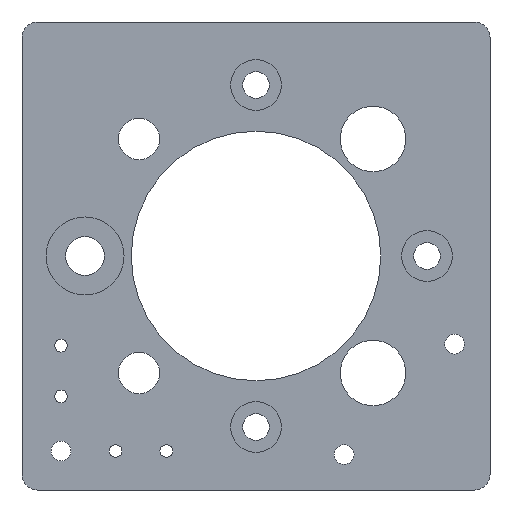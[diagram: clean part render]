
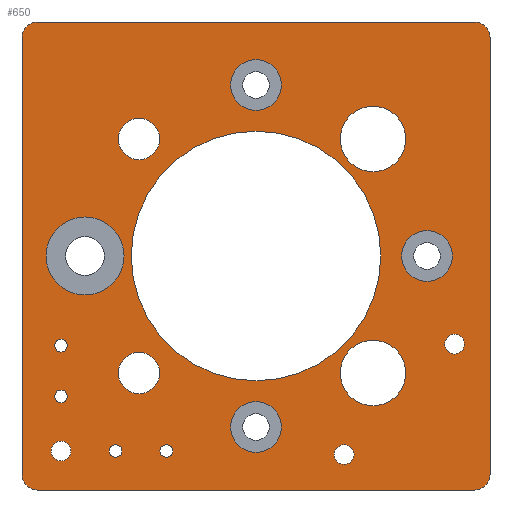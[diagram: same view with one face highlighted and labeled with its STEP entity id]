
A CAD part, front view. The second image highlights one B-rep face of the part: STEP entity #650.
In plain terms, the highlighted planar face has unit normal (0, -1, 0).
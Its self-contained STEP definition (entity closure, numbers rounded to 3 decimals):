
#35=FACE_BOUND('',#149,.T.);
#36=FACE_BOUND('',#150,.T.);
#37=FACE_BOUND('',#151,.T.);
#38=FACE_BOUND('',#152,.T.);
#39=FACE_BOUND('',#153,.T.);
#40=FACE_BOUND('',#154,.T.);
#41=FACE_BOUND('',#155,.T.);
#42=FACE_BOUND('',#156,.T.);
#43=FACE_BOUND('',#157,.T.);
#44=FACE_BOUND('',#158,.T.);
#45=FACE_BOUND('',#159,.T.);
#46=FACE_BOUND('',#160,.T.);
#47=FACE_BOUND('',#161,.T.);
#48=FACE_BOUND('',#162,.T.);
#49=FACE_BOUND('',#163,.T.);
#50=FACE_BOUND('',#164,.T.);
#60=PLANE('',#746);
#94=FACE_OUTER_BOUND('',#148,.T.);
#148=EDGE_LOOP('',(#569,#570,#571,#572,#573,#574,#575,#576));
#149=EDGE_LOOP('',(#577));
#150=EDGE_LOOP('',(#578));
#151=EDGE_LOOP('',(#579));
#152=EDGE_LOOP('',(#580));
#153=EDGE_LOOP('',(#581));
#154=EDGE_LOOP('',(#582));
#155=EDGE_LOOP('',(#583));
#156=EDGE_LOOP('',(#584));
#157=EDGE_LOOP('',(#585));
#158=EDGE_LOOP('',(#586));
#159=EDGE_LOOP('',(#587));
#160=EDGE_LOOP('',(#588));
#161=EDGE_LOOP('',(#589));
#162=EDGE_LOOP('',(#590));
#163=EDGE_LOOP('',(#591));
#164=EDGE_LOOP('',(#592));
#169=LINE('',#964,#205);
#175=LINE('',#1016,#211);
#178=LINE('',#1024,#214);
#199=LINE('',#1118,#235);
#205=VECTOR('',#761,10.);
#211=VECTOR('',#813,10.);
#214=VECTOR('',#822,10.);
#235=VECTOR('',#941,10.);
#237=CIRCLE('',#666,2.);
#258=CIRCLE('',#690,2.);
#259=CIRCLE('',#693,2.);
#260=CIRCLE('',#696,2.);
#269=CIRCLE('',#710,3.25);
#270=CIRCLE('',#713,3.25);
#271=CIRCLE('',#716,3.25);
#272=CIRCLE('',#719,5.);
#273=CIRCLE('',#722,0.812);
#274=CIRCLE('',#724,0.812);
#275=CIRCLE('',#726,0.812);
#276=CIRCLE('',#728,0.812);
#277=CIRCLE('',#730,1.265);
#278=CIRCLE('',#732,1.265);
#279=CIRCLE('',#734,1.265);
#280=CIRCLE('',#736,2.65);
#281=CIRCLE('',#738,2.65);
#282=CIRCLE('',#740,4.2);
#283=CIRCLE('',#742,4.2);
#284=CIRCLE('',#745,16.);
#285=VERTEX_POINT('',#951);
#286=VERTEX_POINT('',#952);
#290=VERTEX_POINT('',#962);
#312=VERTEX_POINT('',#1010);
#313=VERTEX_POINT('',#1014);
#314=VERTEX_POINT('',#1018);
#315=VERTEX_POINT('',#1019);
#316=VERTEX_POINT('',#1026);
#325=VERTEX_POINT('',#1050);
#326=VERTEX_POINT('',#1056);
#327=VERTEX_POINT('',#1062);
#328=VERTEX_POINT('',#1068);
#329=VERTEX_POINT('',#1074);
#330=VERTEX_POINT('',#1078);
#331=VERTEX_POINT('',#1082);
#332=VERTEX_POINT('',#1086);
#333=VERTEX_POINT('',#1090);
#334=VERTEX_POINT('',#1094);
#335=VERTEX_POINT('',#1098);
#336=VERTEX_POINT('',#1102);
#337=VERTEX_POINT('',#1106);
#338=VERTEX_POINT('',#1110);
#339=VERTEX_POINT('',#1114);
#340=VERTEX_POINT('',#1120);
#341=EDGE_CURVE('',#285,#286,#237,.T.);
#347=EDGE_CURVE('',#290,#285,#169,.T.);
#370=EDGE_CURVE('',#312,#290,#258,.T.);
#373=EDGE_CURVE('',#313,#312,#175,.T.);
#374=EDGE_CURVE('',#314,#315,#259,.T.);
#377=EDGE_CURVE('',#286,#314,#178,.T.);
#378=EDGE_CURVE('',#316,#313,#260,.T.);
#388=EDGE_CURVE('',#325,#325,#269,.T.);
#391=EDGE_CURVE('',#326,#326,#270,.T.);
#394=EDGE_CURVE('',#327,#327,#271,.T.);
#397=EDGE_CURVE('',#328,#328,#272,.T.);
#401=EDGE_CURVE('',#329,#329,#273,.T.);
#403=EDGE_CURVE('',#330,#330,#274,.T.);
#405=EDGE_CURVE('',#331,#331,#275,.T.);
#407=EDGE_CURVE('',#332,#332,#276,.T.);
#409=EDGE_CURVE('',#333,#333,#277,.T.);
#411=EDGE_CURVE('',#334,#334,#278,.T.);
#413=EDGE_CURVE('',#335,#335,#279,.T.);
#415=EDGE_CURVE('',#336,#336,#280,.T.);
#417=EDGE_CURVE('',#337,#337,#281,.T.);
#419=EDGE_CURVE('',#338,#338,#282,.T.);
#421=EDGE_CURVE('',#339,#339,#283,.T.);
#422=EDGE_CURVE('',#315,#316,#199,.T.);
#423=EDGE_CURVE('',#340,#340,#284,.T.);
#569=ORIENTED_EDGE('',*,*,#341,.F.);
#570=ORIENTED_EDGE('',*,*,#347,.F.);
#571=ORIENTED_EDGE('',*,*,#370,.F.);
#572=ORIENTED_EDGE('',*,*,#373,.F.);
#573=ORIENTED_EDGE('',*,*,#378,.F.);
#574=ORIENTED_EDGE('',*,*,#422,.F.);
#575=ORIENTED_EDGE('',*,*,#374,.F.);
#576=ORIENTED_EDGE('',*,*,#377,.F.);
#577=ORIENTED_EDGE('',*,*,#388,.T.);
#578=ORIENTED_EDGE('',*,*,#391,.T.);
#579=ORIENTED_EDGE('',*,*,#394,.T.);
#580=ORIENTED_EDGE('',*,*,#397,.T.);
#581=ORIENTED_EDGE('',*,*,#401,.T.);
#582=ORIENTED_EDGE('',*,*,#403,.T.);
#583=ORIENTED_EDGE('',*,*,#405,.T.);
#584=ORIENTED_EDGE('',*,*,#407,.T.);
#585=ORIENTED_EDGE('',*,*,#409,.T.);
#586=ORIENTED_EDGE('',*,*,#411,.T.);
#587=ORIENTED_EDGE('',*,*,#413,.T.);
#588=ORIENTED_EDGE('',*,*,#415,.T.);
#589=ORIENTED_EDGE('',*,*,#417,.T.);
#590=ORIENTED_EDGE('',*,*,#419,.T.);
#591=ORIENTED_EDGE('',*,*,#421,.T.);
#592=ORIENTED_EDGE('',*,*,#423,.F.);
#650=ADVANCED_FACE('',(#94,#35,#36,#37,#38,#39,#40,#41,#42,#43,#44,#45,
#46,#47,#48,#49,#50),#60,.T.);
#666=AXIS2_PLACEMENT_3D('',#953,#751,#752);
#690=AXIS2_PLACEMENT_3D('',#1011,#807,#808);
#693=AXIS2_PLACEMENT_3D('',#1020,#816,#817);
#696=AXIS2_PLACEMENT_3D('',#1027,#825,#826);
#710=AXIS2_PLACEMENT_3D('',#1051,#854,#855);
#713=AXIS2_PLACEMENT_3D('',#1057,#862,#863);
#716=AXIS2_PLACEMENT_3D('',#1063,#870,#871);
#719=AXIS2_PLACEMENT_3D('',#1069,#878,#879);
#722=AXIS2_PLACEMENT_3D('',#1076,#887,#888);
#724=AXIS2_PLACEMENT_3D('',#1080,#892,#893);
#726=AXIS2_PLACEMENT_3D('',#1084,#897,#898);
#728=AXIS2_PLACEMENT_3D('',#1088,#902,#903);
#730=AXIS2_PLACEMENT_3D('',#1092,#907,#908);
#732=AXIS2_PLACEMENT_3D('',#1096,#912,#913);
#734=AXIS2_PLACEMENT_3D('',#1100,#917,#918);
#736=AXIS2_PLACEMENT_3D('',#1104,#922,#923);
#738=AXIS2_PLACEMENT_3D('',#1108,#927,#928);
#740=AXIS2_PLACEMENT_3D('',#1112,#932,#933);
#742=AXIS2_PLACEMENT_3D('',#1116,#937,#938);
#745=AXIS2_PLACEMENT_3D('',#1121,#944,#945);
#746=AXIS2_PLACEMENT_3D('',#1123,#947,#948);
#751=DIRECTION('center_axis',(0.,1.,0.));
#752=DIRECTION('ref_axis',(-0.707,0.,-0.707));
#761=DIRECTION('',(-1.,0.,0.));
#807=DIRECTION('center_axis',(0.,1.,0.));
#808=DIRECTION('ref_axis',(0.707,0.,-0.707));
#813=DIRECTION('',(0.,0.,-1.));
#816=DIRECTION('center_axis',(0.,1.,0.));
#817=DIRECTION('ref_axis',(-0.707,0.,0.707));
#822=DIRECTION('',(0.,0.,1.));
#825=DIRECTION('center_axis',(0.,1.,0.));
#826=DIRECTION('ref_axis',(0.707,0.,0.707));
#854=DIRECTION('center_axis',(0.,1.,0.));
#855=DIRECTION('ref_axis',(0.,0.,-1.));
#862=DIRECTION('center_axis',(0.,1.,0.));
#863=DIRECTION('ref_axis',(0.,0.,-1.));
#870=DIRECTION('center_axis',(0.,1.,0.));
#871=DIRECTION('ref_axis',(0.,0.,-1.));
#878=DIRECTION('center_axis',(0.,1.,0.));
#879=DIRECTION('ref_axis',(0.,0.,-1.));
#887=DIRECTION('center_axis',(0.,1.,0.));
#888=DIRECTION('ref_axis',(0.,0.,1.));
#892=DIRECTION('center_axis',(0.,1.,0.));
#893=DIRECTION('ref_axis',(0.,0.,1.));
#897=DIRECTION('center_axis',(0.,1.,0.));
#898=DIRECTION('ref_axis',(0.,0.,1.));
#902=DIRECTION('center_axis',(0.,1.,0.));
#903=DIRECTION('ref_axis',(0.,0.,1.));
#907=DIRECTION('center_axis',(0.,1.,0.));
#908=DIRECTION('ref_axis',(0.,0.,1.));
#912=DIRECTION('center_axis',(0.,1.,0.));
#913=DIRECTION('ref_axis',(0.,0.,1.));
#917=DIRECTION('center_axis',(0.,1.,0.));
#918=DIRECTION('ref_axis',(0.,0.,1.));
#922=DIRECTION('center_axis',(0.,1.,0.));
#923=DIRECTION('ref_axis',(0.,0.,1.));
#927=DIRECTION('center_axis',(0.,1.,0.));
#928=DIRECTION('ref_axis',(0.,0.,1.));
#932=DIRECTION('center_axis',(0.,1.,0.));
#933=DIRECTION('ref_axis',(0.,0.,1.));
#937=DIRECTION('center_axis',(0.,1.,0.));
#938=DIRECTION('ref_axis',(0.,0.,1.));
#941=DIRECTION('',(1.,0.,0.));
#944=DIRECTION('center_axis',(0.,-1.,0.));
#945=DIRECTION('ref_axis',(1.,0.,0.));
#947=DIRECTION('center_axis',(0.,-1.,0.));
#948=DIRECTION('ref_axis',(0.,0.,-1.));
#951=CARTESIAN_POINT('',(-28.,-12.7,-30.));
#952=CARTESIAN_POINT('',(-30.,-12.7,-28.));
#953=CARTESIAN_POINT('Origin',(-28.,-12.7,-28.));
#962=CARTESIAN_POINT('',(28.,-12.7,-30.));
#964=CARTESIAN_POINT('',(-15.,-12.7,-30.));
#1010=CARTESIAN_POINT('',(30.,-12.7,-28.));
#1011=CARTESIAN_POINT('Origin',(28.,-12.7,-28.));
#1014=CARTESIAN_POINT('',(30.,-12.7,28.));
#1016=CARTESIAN_POINT('',(30.,-12.7,-15.));
#1018=CARTESIAN_POINT('',(-30.,-12.7,28.));
#1019=CARTESIAN_POINT('',(-28.,-12.7,30.));
#1020=CARTESIAN_POINT('Origin',(-28.,-12.7,28.));
#1024=CARTESIAN_POINT('',(-30.,-12.7,15.));
#1026=CARTESIAN_POINT('',(28.,-12.7,30.));
#1027=CARTESIAN_POINT('Origin',(28.,-12.7,28.));
#1050=CARTESIAN_POINT('',(21.92,-12.7,3.25));
#1051=CARTESIAN_POINT('Origin',(21.92,-12.7,0.));
#1056=CARTESIAN_POINT('',(0.,-12.7,25.17));
#1057=CARTESIAN_POINT('Origin',(0.,-12.7,21.92));
#1062=CARTESIAN_POINT('',(0.,-12.7,-18.67));
#1063=CARTESIAN_POINT('Origin',(0.,-12.7,-21.92));
#1068=CARTESIAN_POINT('',(-21.92,-12.7,5.));
#1069=CARTESIAN_POINT('Origin',(-21.92,-12.7,0.));
#1074=CARTESIAN_POINT('',(-18.,-12.7,-25.812));
#1076=CARTESIAN_POINT('Origin',(-18.,-12.7,-25.));
#1078=CARTESIAN_POINT('',(-25.,-12.7,-18.812));
#1080=CARTESIAN_POINT('Origin',(-25.,-12.7,-18.));
#1082=CARTESIAN_POINT('',(-25.,-12.7,-12.312));
#1084=CARTESIAN_POINT('Origin',(-25.,-12.7,-11.5));
#1086=CARTESIAN_POINT('',(-11.5,-12.7,-25.812));
#1088=CARTESIAN_POINT('Origin',(-11.5,-12.7,-25.));
#1090=CARTESIAN_POINT('',(11.314,-12.7,-26.72));
#1092=CARTESIAN_POINT('Origin',(11.314,-12.7,-25.456));
#1094=CARTESIAN_POINT('',(-25.,-12.7,-26.265));
#1096=CARTESIAN_POINT('Origin',(-25.,-12.7,-25.));
#1098=CARTESIAN_POINT('',(25.456,-12.7,-12.578));
#1100=CARTESIAN_POINT('Origin',(25.456,-12.7,-11.314));
#1102=CARTESIAN_POINT('',(-15.,-12.7,12.35));
#1104=CARTESIAN_POINT('Origin',(-15.,-12.7,15.));
#1106=CARTESIAN_POINT('',(-15.,-12.7,-17.65));
#1108=CARTESIAN_POINT('Origin',(-15.,-12.7,-15.));
#1110=CARTESIAN_POINT('',(15.,-12.7,10.8));
#1112=CARTESIAN_POINT('Origin',(15.,-12.7,15.));
#1114=CARTESIAN_POINT('',(15.,-12.7,-19.2));
#1116=CARTESIAN_POINT('Origin',(15.,-12.7,-15.));
#1118=CARTESIAN_POINT('',(15.,-12.7,30.));
#1120=CARTESIAN_POINT('',(-16.,-12.7,0.));
#1121=CARTESIAN_POINT('Origin',(0.,-12.7,0.));
#1123=CARTESIAN_POINT('Origin',(0.,-12.7,0.));
